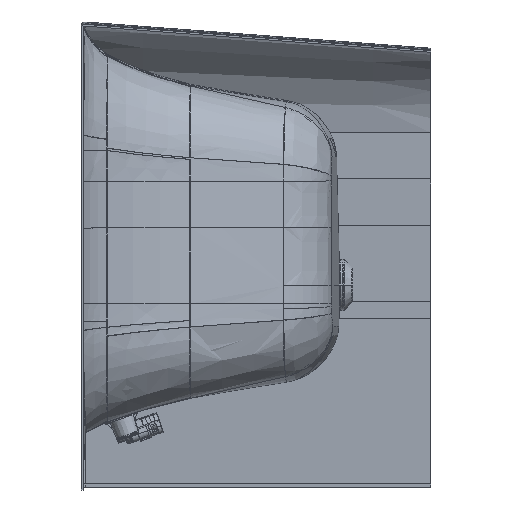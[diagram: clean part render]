
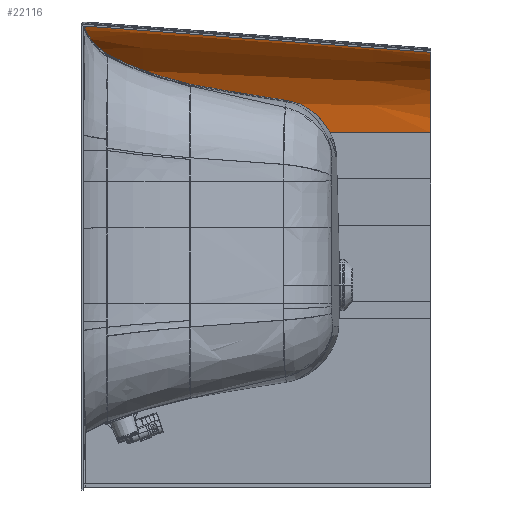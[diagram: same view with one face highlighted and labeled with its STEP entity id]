
A CAD part, left-side view. The second image highlights one B-rep face of the part: STEP entity #22116.
In plain terms, the highlighted conical face has half-angle 4.334 degrees and reference radius 164.502 mm.
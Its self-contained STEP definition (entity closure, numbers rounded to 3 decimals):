
#4132=DIRECTION('',(0.,0.997,0.076));
#4133=VECTOR('',#4132,595.206);
#4134=CARTESIAN_POINT('',(3110.4,-599.773,352.009));
#4135=LINE('',#4134,#4133);
#4136=DIRECTION('',(0.076,0.997,0.));
#4137=VECTOR('',#4136,595.206);
#4138=CARTESIAN_POINT('',(3252.408,-599.773,210.));
#4139=LINE('',#4138,#4137);
#4160=CARTESIAN_POINT('',(3110.4,-6.269,210.));
#4161=DIRECTION('',(0.,1.,0.));
#4162=DIRECTION('',(0.,0.,1.));
#4163=AXIS2_PLACEMENT_3D('',#4160,#4161,#4162);
#7616=CARTESIAN_POINT('',(3110.395,-599.774,209.997));
#7617=DIRECTION('',(0.,-1.,0.));
#7618=DIRECTION('',(1.,0.,0.));
#7619=AXIS2_PLACEMENT_3D('',#7616,#7617,#7618);
#8569=CARTESIAN_POINT('',(3110.4,-599.773,352.009));
#8570=VERTEX_POINT('',#8569);
#8654=CARTESIAN_POINT('',(3110.4,-6.269,396.988));
#8655=VERTEX_POINT('',#8654);
#8669=CARTESIAN_POINT('',(3297.388,-6.269,210.));
#8670=VERTEX_POINT('',#8669);
#8671=CARTESIAN_POINT('',(3252.407,-599.773,210.));
#8672=VERTEX_POINT('',#8671);
#22102=CARTESIAN_POINT('',(3110.394,-303.022,
209.996));
#22103=DIRECTION('',(0.,1.,0.));
#22104=DIRECTION('',(0.,0.,1.));
#22105=AXIS2_PLACEMENT_3D('',#22102,#22103,#22104);
#22106=CONICAL_SURFACE('',#22105,164.502,4.334);
#22108=ORIENTED_EDGE('',*,*,#22107,.F.);
#22109=ORIENTED_EDGE('',*,*,#22097,.F.);
#22111=ORIENTED_EDGE('',*,*,#22110,.F.);
#22113=ORIENTED_EDGE('',*,*,#22112,.T.);
#22114=EDGE_LOOP('',(#22108,#22109,#22111,#22113));
#22115=FACE_OUTER_BOUND('',#22114,.F.);
#22116=ADVANCED_FACE('',(#22115),#22106,.F.);
#4164=CIRCLE('',#4163,186.988);
#7620=CIRCLE('',#7619,142.012);
#22097=EDGE_CURVE('',#8570,#8655,#4135,.T.);
#22107=EDGE_CURVE('',#8655,#8670,#4164,.T.);
#22110=EDGE_CURVE('',#8672,#8570,#7620,.T.);
#22112=EDGE_CURVE('',#8672,#8670,#4139,.T.);
